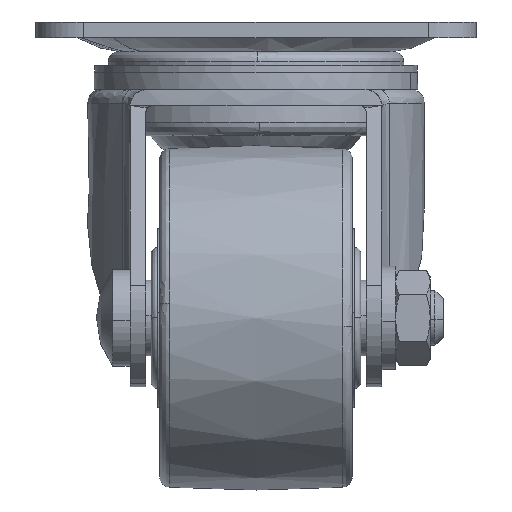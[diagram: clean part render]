
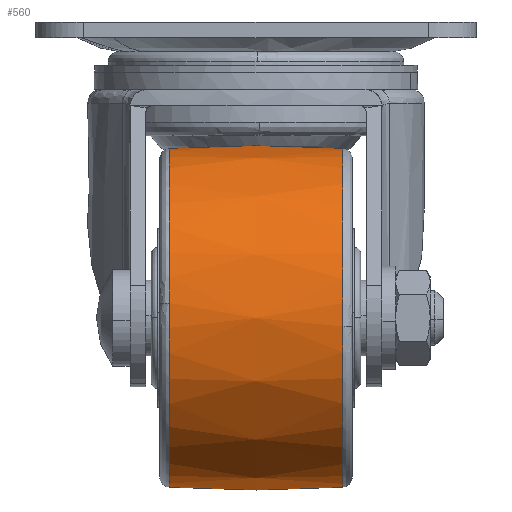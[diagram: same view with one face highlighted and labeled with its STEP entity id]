
A CAD part, left-side view. The second image highlights one B-rep face of the part: STEP entity #560.
In plain terms, the highlighted free-form (B-spline) face has degree [2, 2] with [3, 5] control points.
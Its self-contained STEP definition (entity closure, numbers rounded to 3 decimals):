
#28=CARTESIAN_POINT('',(-49.572,-12.594,-44.236));
#29=VERTEX_POINT('',#28);
#30=CARTESIAN_POINT('',(-25.0,-12.594,-67.603));
#31=VERTEX_POINT('',#30);
#32=CARTESIAN_POINT('',(-49.572,-12.594,-44.236));
#33=CARTESIAN_POINT('',(-48.396,-12.594,-67.603));
#34=CARTESIAN_POINT('',(-25.0,-12.594,-67.603));
#42=(BOUNDED_CURVE()B_SPLINE_CURVE(2,(#32,#33,#34),.UNSPECIFIED.,.F.,.U.)B_SPLINE_CURVE_WITH_KNOTS((3,3),(0.759,1.0),.UNSPECIFIED.)CURVE()GEOMETRIC_REPRESENTATION_ITEM()RATIONAL_B_SPLINE_CURVE((0.98,0.717,1.0))REPRESENTATION_ITEM(''));
#43=EDGE_CURVE('',#29,#31,#42,.T.);
#148=CARTESIAN_POINT('',(-25.0,-12.594,-18.397));
#149=VERTEX_POINT('',#148);
#150=CARTESIAN_POINT('',(-25.0,-12.594,-18.397));
#151=CARTESIAN_POINT('',(-49.603,-12.594,-18.397));
#152=CARTESIAN_POINT('',(-49.603,-12.594,-43.));
#153=CARTESIAN_POINT('',(-49.603,-12.594,-43.618));
#154=CARTESIAN_POINT('',(-49.572,-12.594,-44.236));
#162=(BOUNDED_CURVE()B_SPLINE_CURVE(2,(#150,#151,#152,#153,#154),.UNSPECIFIED.,.F.,.U.)B_SPLINE_CURVE_WITH_KNOTS((3,2,3),(0.5,0.75,0.759),.UNSPECIFIED.)CURVE()GEOMETRIC_REPRESENTATION_ITEM()RATIONAL_B_SPLINE_CURVE((1.0,0.707,1.0,0.99,0.98))REPRESENTATION_ITEM(''));
#163=EDGE_CURVE('',#149,#29,#162,.T.);
#436=CARTESIAN_POINT('',(-25.0,12.594,-67.603));
#437=VERTEX_POINT('',#436);
#438=CARTESIAN_POINT('',(-25.,-12.594,-67.603));
#439=CARTESIAN_POINT('',(-25.,0.,-68.398));
#440=CARTESIAN_POINT('',(-25.0,12.594,-67.603));
#448=(BOUNDED_CURVE()B_SPLINE_CURVE(2,(#438,#439,#440),.UNSPECIFIED.,.F.,.U.)B_SPLINE_CURVE_WITH_KNOTS((3,3),(0.439,0.561),.UNSPECIFIED.)CURVE()GEOMETRIC_REPRESENTATION_ITEM()RATIONAL_B_SPLINE_CURVE((0.938,0.937,0.938))REPRESENTATION_ITEM(''));
#449=EDGE_CURVE('',#31,#437,#448,.T.);
#466=CARTESIAN_POINT('',(-25.0,12.594,-18.397));
#467=VERTEX_POINT('',#466);
#483=CARTESIAN_POINT('',(-25.,-12.594,-18.397));
#484=CARTESIAN_POINT('',(-25.,0.,-17.602));
#485=CARTESIAN_POINT('',(-25.,12.594,-18.397));
#493=(BOUNDED_CURVE()B_SPLINE_CURVE(2,(#483,#484,#485),.UNSPECIFIED.,.F.,.U.)B_SPLINE_CURVE_WITH_KNOTS((3,3),(0.439,0.561),.UNSPECIFIED.)CURVE()GEOMETRIC_REPRESENTATION_ITEM()RATIONAL_B_SPLINE_CURVE((0.938,0.937,0.938))REPRESENTATION_ITEM(''));
#494=EDGE_CURVE('',#149,#467,#493,.T.);
#501=CARTESIAN_POINT('',(-25.0,-13.85,-18.48));
#502=CARTESIAN_POINT('',(-25.,0.,-17.519));
#503=CARTESIAN_POINT('',(-25.0,13.85,-18.48));
#504=CARTESIAN_POINT('',(-49.52,-13.85,-18.48));
#505=CARTESIAN_POINT('',(-50.481,0.,-17.519));
#506=CARTESIAN_POINT('',(-49.52,13.85,-18.48));
#507=CARTESIAN_POINT('',(-49.52,-13.85,-43.0));
#508=CARTESIAN_POINT('',(-50.481,0.,-43.));
#509=CARTESIAN_POINT('',(-49.52,13.85,-43.0));
#510=CARTESIAN_POINT('',(-49.52,-13.85,-67.52));
#511=CARTESIAN_POINT('',(-50.481,0.,-68.481));
#512=CARTESIAN_POINT('',(-49.52,13.85,-67.52));
#513=CARTESIAN_POINT('',(-25.0,-13.85,-67.52));
#514=CARTESIAN_POINT('',(-25.,0.,-68.481));
#515=CARTESIAN_POINT('',(-25.0,13.85,-67.52));
#523=(BOUNDED_SURFACE()B_SPLINE_SURFACE(2,2,((#501,#504,#507,#510,#513),(#502,#505,#508,#511,#514),(#503,#506,#509,#512,#515)),.UNSPECIFIED.,.F.,.F.,.U.)B_SPLINE_SURFACE_WITH_KNOTS((3,3),(3,2,3),(0.0,27.733),(0.0,41.421,82.843),.UNSPECIFIED.)GEOMETRIC_REPRESENTATION_ITEM()RATIONAL_B_SPLINE_SURFACE(((0.939,0.664,0.939,0.664,0.939),(0.936,0.662,0.936,0.662,0.936),(0.939,0.664,0.939,0.664,0.939)))REPRESENTATION_ITEM('')SURFACE());
#524=ORIENTED_EDGE('',*,*,#449,.F.);
#525=ORIENTED_EDGE('',*,*,#43,.F.);
#526=ORIENTED_EDGE('',*,*,#163,.F.);
#527=ORIENTED_EDGE('',*,*,#494,.T.);
#528=CARTESIAN_POINT('',(-49.508,12.594,-40.839));
#529=VERTEX_POINT('',#528);
#530=CARTESIAN_POINT('',(-25.0,12.594,-18.397));
#531=CARTESIAN_POINT('',(-47.529,12.594,-18.397));
#532=CARTESIAN_POINT('',(-49.508,12.594,-40.839));
#540=(BOUNDED_CURVE()B_SPLINE_CURVE(2,(#530,#531,#532),.UNSPECIFIED.,.F.,.U.)B_SPLINE_CURVE_WITH_KNOTS((3,3),(0.5,0.735),.UNSPECIFIED.)CURVE()GEOMETRIC_REPRESENTATION_ITEM()RATIONAL_B_SPLINE_CURVE((1.0,0.725,0.966))REPRESENTATION_ITEM(''));
#541=EDGE_CURVE('',#467,#529,#540,.T.);
#542=ORIENTED_EDGE('',*,*,#541,.T.);
#543=CARTESIAN_POINT('',(-49.508,12.594,-40.839));
#544=CARTESIAN_POINT('',(-49.603,12.594,-41.917));
#545=CARTESIAN_POINT('',(-49.603,12.594,-43.));
#546=CARTESIAN_POINT('',(-49.603,12.594,-67.603));
#547=CARTESIAN_POINT('',(-25.0,12.594,-67.603));
#555=(BOUNDED_CURVE()B_SPLINE_CURVE(2,(#543,#544,#545,#546,#547),.UNSPECIFIED.,.F.,.U.)B_SPLINE_CURVE_WITH_KNOTS((3,2,3),(0.735,0.75,1.0),.UNSPECIFIED.)CURVE()GEOMETRIC_REPRESENTATION_ITEM()RATIONAL_B_SPLINE_CURVE((0.966,0.982,1.0,0.707,1.0))REPRESENTATION_ITEM(''));
#556=EDGE_CURVE('',#529,#437,#555,.T.);
#557=ORIENTED_EDGE('',*,*,#556,.T.);
#558=EDGE_LOOP('',(#524,#525,#526,#527,#542,#557));
#559=FACE_OUTER_BOUND('',#558,.T.);
#560=ADVANCED_FACE('',(#559),#523,.T.);
